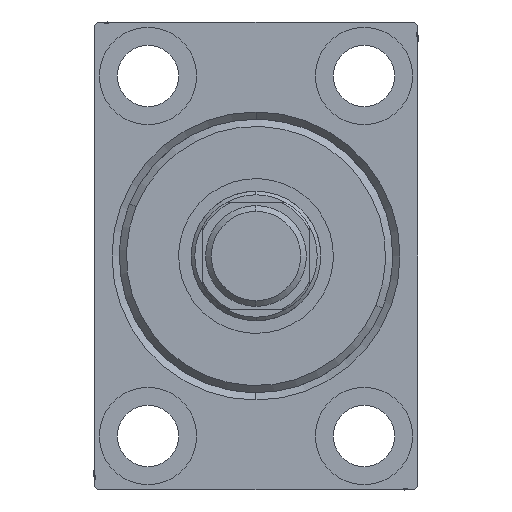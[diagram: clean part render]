
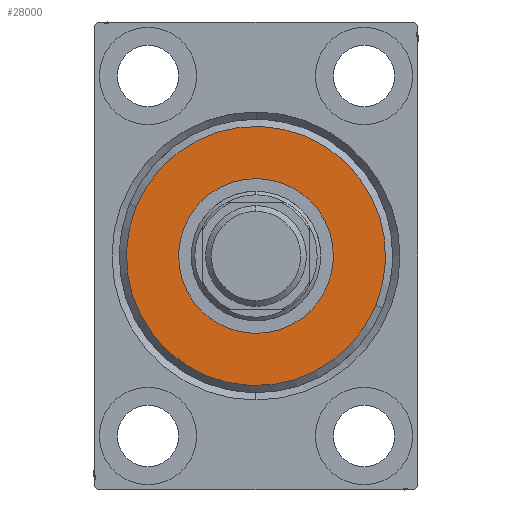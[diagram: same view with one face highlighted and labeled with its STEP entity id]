
A CAD part, left-side view. The second image highlights one B-rep face of the part: STEP entity #28000.
In plain terms, the highlighted face is planar.
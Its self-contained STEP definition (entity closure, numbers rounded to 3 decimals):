
#2923 = ORIENTED_EDGE ( 'NONE', *, *, #39804, .T. ) ;
#3931 = CIRCLE ( 'NONE', #30388, 18. ) ;
#3954 = DIRECTION ( 'NONE',  ( 0., 0., -1. ) ) ;
#4639 = DIRECTION ( 'NONE',  ( 1., 0., 0. ) ) ;
#6680 = FACE_OUTER_BOUND ( 'NONE', #36365, .T. ) ;
#7291 = CARTESIAN_POINT ( 'NONE',  ( 3., 0., 18. ) ) ;
#8345 = CIRCLE ( 'NONE', #41226, 10.75 ) ;
#8813 = CARTESIAN_POINT ( 'NONE',  ( 3., 0., 0. ) ) ;
#9400 = DIRECTION ( 'NONE',  ( 0., 0., -1. ) ) ;
#10447 = DIRECTION ( 'NONE',  ( -1., 0., 0. ) ) ;
#11053 = CIRCLE ( 'NONE', #36094, 10.75 ) ;
#12601 = DIRECTION ( 'NONE',  ( 0., 0., -1. ) ) ;
#14270 = FACE_BOUND ( 'NONE', #16401, .T. ) ;
#16401 = EDGE_LOOP ( 'NONE', ( #44156, #34013 ) ) ;
#16628 = CARTESIAN_POINT ( 'NONE',  ( 3., 0., 10.75 ) ) ;
#17666 = AXIS2_PLACEMENT_3D ( 'NONE', #42626, #25809, #39472 ) ;
#19037 = DIRECTION ( 'NONE',  ( -1., 0., 0. ) ) ;
#20765 = CARTESIAN_POINT ( 'NONE',  ( 3., 0., 0. ) ) ;
#21613 = VERTEX_POINT ( 'NONE', #7291 ) ;
#23133 = CARTESIAN_POINT ( 'NONE',  ( 3., 0., -10.75 ) ) ;
#23378 = AXIS2_PLACEMENT_3D ( 'NONE', #20765, #4639, #35094 ) ;
#25809 = DIRECTION ( 'NONE',  ( 1., 0., 0. ) ) ;
#26760 = ORIENTED_EDGE ( 'NONE', *, *, #33071, .T. ) ;
#27008 = EDGE_CURVE ( 'NONE', #40957, #38850, #8345, .T. ) ;
#27696 = PLANE ( 'NONE',  #23378 ) ;
#28000 = ADVANCED_FACE ( 'NONE', ( #6680, #14270 ), #27696, .T. ) ;
#30388 = AXIS2_PLACEMENT_3D ( 'NONE', #8813, #36552, #12601 ) ;
#32579 = EDGE_CURVE ( 'NONE', #38850, #40957, #11053, .T. ) ;
#33071 = EDGE_CURVE ( 'NONE', #21613, #35037, #3931, .T. ) ;
#34013 = ORIENTED_EDGE ( 'NONE', *, *, #32579, .T. ) ;
#34406 = CARTESIAN_POINT ( 'NONE',  ( 3., 0., 0. ) ) ;
#35037 = VERTEX_POINT ( 'NONE', #39485 ) ;
#35094 = DIRECTION ( 'NONE',  ( 0., 0., -1. ) ) ;
#35583 = CIRCLE ( 'NONE', #17666, 18. ) ;
#36094 = AXIS2_PLACEMENT_3D ( 'NONE', #34406, #10447, #3954 ) ;
#36365 = EDGE_LOOP ( 'NONE', ( #26760, #2923 ) ) ;
#36552 = DIRECTION ( 'NONE',  ( 1., 0., 0. ) ) ;
#38850 = VERTEX_POINT ( 'NONE', #23133 ) ;
#39472 = DIRECTION ( 'NONE',  ( 0., 0., -1. ) ) ;
#39485 = CARTESIAN_POINT ( 'NONE',  ( 3., 0., -18. ) ) ;
#39804 = EDGE_CURVE ( 'NONE', #35037, #21613, #35583, .T. ) ;
#40957 = VERTEX_POINT ( 'NONE', #16628 ) ;
#41226 = AXIS2_PLACEMENT_3D ( 'NONE', #43222, #19037, #9400 ) ;
#42626 = CARTESIAN_POINT ( 'NONE',  ( 3., 0., 0. ) ) ;
#43222 = CARTESIAN_POINT ( 'NONE',  ( 3., 0., 0. ) ) ;
#44156 = ORIENTED_EDGE ( 'NONE', *, *, #27008, .T. ) ;
